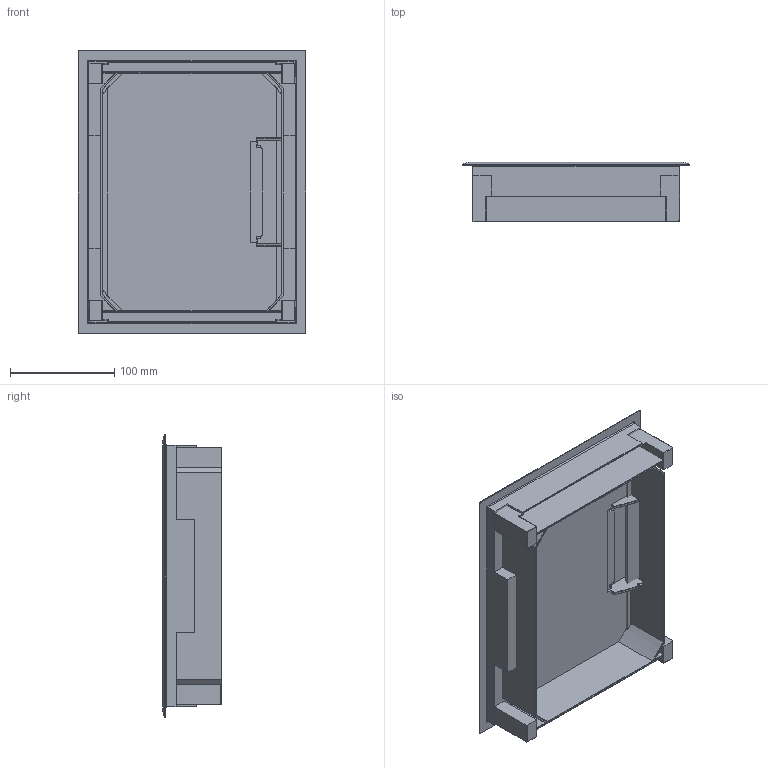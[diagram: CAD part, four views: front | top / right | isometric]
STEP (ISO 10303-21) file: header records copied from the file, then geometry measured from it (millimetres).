
FILE_DESCRIPTION (( 'STEP AP203' ), '1' );
FILE_NAME ('VE0905.STEP', '2022-08-05T09:59:10', ( '' ), ( '' ), 'SwSTEP 2.0', 'SolidWorks 2019', '' );
FILE_SCHEMA (( 'CONFIG_CONTROL_DESIGN' ));
Length unit declared in the file: millimetre
Products named in the file (4): VE0905; Klappe VE09 R5_Klappe VE09 R5 9005; Rahmen VE09 R5_Rahmen VE09 R5 9005; Schnurauslass VQ12-VE09_Schnurauslass Hager
Assembly tree (3 placements, depth 2):
  VE0905
    Rahmen VE09 R5_Rahmen VE09 R5 9005
    Klappe VE09 R5_Klappe VE09 R5 9005
    Schnurauslass VQ12-VE09_Schnurauslass Hager
Bounding box: 218.5 x 57.3 x 271.5 mm (x, y, z)
Volume: 554549.7 mm3; surface area: 289262.5 mm2
Topology: 3 solids, 3 shells, 446 faces, 1153 edges, 707 vertices
Faces by surface type: plane 218, cylinder 168, bspline 25, torus 18, sphere 17
Entity records: 14445 total; most frequent: CARTESIAN_POINT 3709, ORIENTED_EDGE 2276, DIRECTION 2019, EDGE_CURVE 1138, LINE 769, VECTOR 769, VERTEX_POINT 707, AXIS2_PLACEMENT_3D 625
